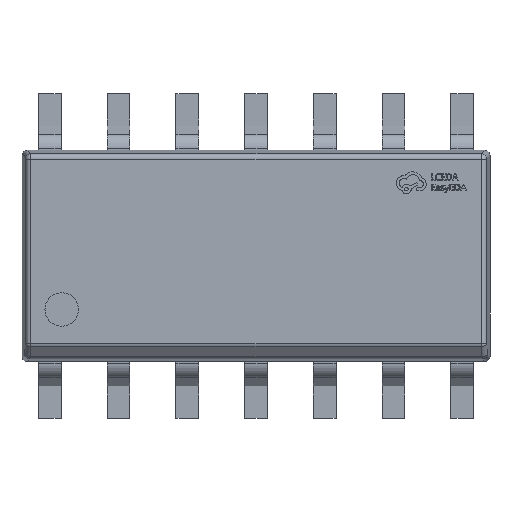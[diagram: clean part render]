
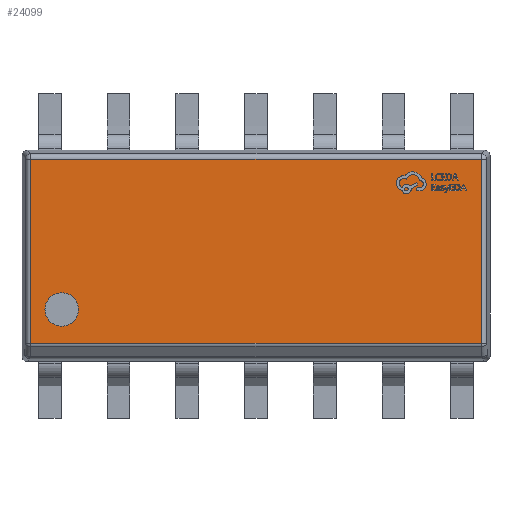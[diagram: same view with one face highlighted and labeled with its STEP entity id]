
A CAD part, top view. The second image highlights one B-rep face of the part: STEP entity #24099.
In plain terms, the highlighted planar face has unit normal (0, 0, 1).
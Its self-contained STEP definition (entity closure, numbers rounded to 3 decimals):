
#259 = VERTEX_POINT ( 'NONE', #11541 ) ;
#368 = AXIS2_PLACEMENT_3D ( 'NONE', #9506, #12792, #3732 ) ;
#595 = DIRECTION ( 'NONE',  ( 0., 1., 0. ) ) ;
#1292 = PLANE ( 'NONE',  #368 ) ;
#1936 = VECTOR ( 'NONE', #17321, 1000. ) ;
#2099 = AXIS2_PLACEMENT_3D ( 'NONE', #10078, #20946, #21070 ) ;
#2504 = EDGE_LOOP ( 'NONE', ( #9966, #23240, #3961, #9723 ) ) ;
#2765 = VECTOR ( 'NONE', #595, 1000. ) ;
#3732 = DIRECTION ( 'NONE',  ( 1., 0., 0. ) ) ;
#3961 = ORIENTED_EDGE ( 'NONE', *, *, #14302, .T. ) ;
#4137 = DIRECTION ( 'NONE',  ( 0., 0., 1. ) ) ;
#4255 = CARTESIAN_POINT ( 'NONE',  ( -4.161, -1.616, 0.7 ) ) ;
#4535 = CARTESIAN_POINT ( 'NONE',  ( 4.161, 1.786, 0.7 ) ) ;
#6078 = LINE ( 'NONE', #7936, #14336 ) ;
#6392 = VERTEX_POINT ( 'NONE', #8871 ) ;
#6910 = FACE_OUTER_BOUND ( 'NONE', #2504, .T. ) ;
#7485 = CARTESIAN_POINT ( 'NONE',  ( -4.161, -1.652, 0.7 ) ) ;
#7936 = CARTESIAN_POINT ( 'NONE',  ( -4.251, 1.786, 0.7 ) ) ;
#8871 = CARTESIAN_POINT ( 'NONE',  ( -3.281, -0.991, 0.7 ) ) ;
#9471 = LINE ( 'NONE', #7485, #24216 ) ;
#9506 = CARTESIAN_POINT ( 'NONE',  ( 0., 0., 0.7 ) ) ;
#9723 = ORIENTED_EDGE ( 'NONE', *, *, #13728, .T. ) ;
#9891 = LINE ( 'NONE', #22604, #1936 ) ;
#9966 = ORIENTED_EDGE ( 'NONE', *, *, #21916, .T. ) ;
#10078 = CARTESIAN_POINT ( 'NONE',  ( -3.591, -0.991, 0.7 ) ) ;
#10442 = CIRCLE ( 'NONE', #23308, 0.309 ) ;
#10849 = EDGE_CURVE ( 'NONE', #21153, #6392, #23199, .T. ) ;
#11541 = CARTESIAN_POINT ( 'NONE',  ( 4.161, -1.616, 0.7 ) ) ;
#11625 = DIRECTION ( 'NONE',  ( 1., 0., 0. ) ) ;
#11801 = EDGE_CURVE ( 'NONE', #6392, #21153, #10442, .T. ) ;
#12653 = ORIENTED_EDGE ( 'NONE', *, *, #11801, .F. ) ;
#12741 = VERTEX_POINT ( 'NONE', #4255 ) ;
#12792 = DIRECTION ( 'NONE',  ( 0., 0., 1. ) ) ;
#12833 = ORIENTED_EDGE ( 'NONE', *, *, #10849, .F. ) ;
#13336 = LINE ( 'NONE', #17349, #2765 ) ;
#13728 = EDGE_CURVE ( 'NONE', #12741, #259, #9891, .T. ) ;
#14268 = CARTESIAN_POINT ( 'NONE',  ( -3.9, -0.991, 0.7 ) ) ;
#14302 = EDGE_CURVE ( 'NONE', #19226, #12741, #9471, .T. ) ;
#14336 = VECTOR ( 'NONE', #22869, 1000. ) ;
#14951 = DIRECTION ( 'NONE',  ( 0., -1., 0. ) ) ;
#15029 = CARTESIAN_POINT ( 'NONE',  ( -4.161, 1.786, 0.7 ) ) ;
#15973 = FACE_BOUND ( 'NONE', #19529, .T. ) ;
#17321 = DIRECTION ( 'NONE',  ( 1., 0., 0. ) ) ;
#17349 = CARTESIAN_POINT ( 'NONE',  ( 4.161, 1.876, 0.7 ) ) ;
#19226 = VERTEX_POINT ( 'NONE', #15029 ) ;
#19529 = EDGE_LOOP ( 'NONE', ( #12653, #12833 ) ) ;
#20891 = CARTESIAN_POINT ( 'NONE',  ( -3.591, -0.991, 0.7 ) ) ;
#20946 = DIRECTION ( 'NONE',  ( 0., 0., 1. ) ) ;
#21070 = DIRECTION ( 'NONE',  ( 1., 0., 0. ) ) ;
#21153 = VERTEX_POINT ( 'NONE', #14268 ) ;
#21916 = EDGE_CURVE ( 'NONE', #259, #22770, #13336, .T. ) ;
#22604 = CARTESIAN_POINT ( 'NONE',  ( 0., -1.616, 0.7 ) ) ;
#22770 = VERTEX_POINT ( 'NONE', #4535 ) ;
#22869 = DIRECTION ( 'NONE',  ( -1., 0., 0. ) ) ;
#23034 = EDGE_CURVE ( 'NONE', #22770, #19226, #6078, .T. ) ;
#23199 = CIRCLE ( 'NONE', #2099, 0.309 ) ;
#23240 = ORIENTED_EDGE ( 'NONE', *, *, #23034, .T. ) ;
#23308 = AXIS2_PLACEMENT_3D ( 'NONE', #20891, #4137, #11625 ) ;
#24099 = ADVANCED_FACE ( 'NONE', ( #15973, #6910 ), #1292, .T. ) ;
#24216 = VECTOR ( 'NONE', #14951, 1000. ) ;
